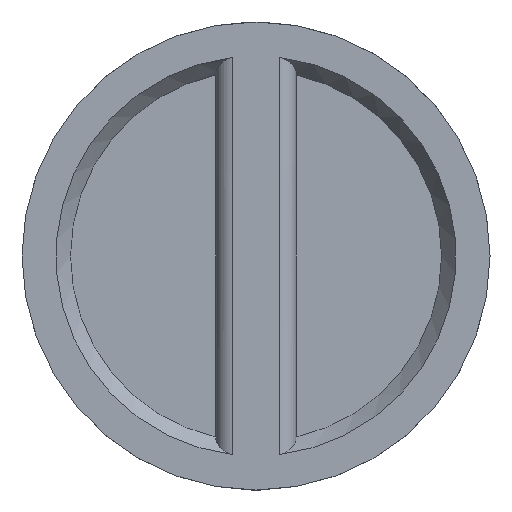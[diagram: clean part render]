
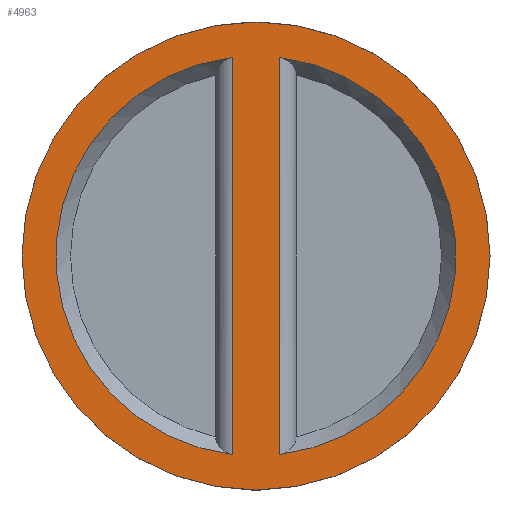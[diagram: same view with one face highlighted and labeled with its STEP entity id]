
A CAD part, left-side view. The second image highlights one B-rep face of the part: STEP entity #4963.
In plain terms, the highlighted planar face has unit normal (-1, 0, 0).
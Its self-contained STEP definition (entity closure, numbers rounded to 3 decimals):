
#4909=CARTESIAN_POINT('',(0.0,322.25,0.0));
#4910=DIRECTION('',(-1.0,0.0,0.0));
#4911=DIRECTION('',(0.0,0.0,1.0));
#4912=AXIS2_PLACEMENT_3D('',#4909,#4910,#4911);
#4913=PLANE('',#4912);
#4914=CARTESIAN_POINT('',(0.0,347.5,0.0));
#4915=VERTEX_POINT('',#4914);
#4916=CARTESIAN_POINT('',(0.0,0.0,0.0));
#4917=DIRECTION('',(1.0,0.0,0.0));
#4918=DIRECTION('',(0.0,1.0,0.0));
#4919=AXIS2_PLACEMENT_3D('',#4916,#4917,#4918);
#4920=CIRCLE('',#4919,347.5);
#4921=EDGE_CURVE('',#4915,#4915,#4920,.T.);
#4922=ORIENTED_EDGE('',*,*,#4921,.F.);
#4923=EDGE_LOOP('',(#4922));
#4924=FACE_OUTER_BOUND('',#4923,.T.);
#4925=CARTESIAN_POINT('',(0.0,35.0,-294.931));
#4926=VERTEX_POINT('',#4925);
#4927=CARTESIAN_POINT('',(0.0,35.0,294.931));
#4928=VERTEX_POINT('',#4927);
#4929=CARTESIAN_POINT('',(0.0,0.0,0.0));
#4930=DIRECTION('',(1.0,0.0,0.0));
#4931=DIRECTION('',(0.0,1.0,0.0));
#4932=AXIS2_PLACEMENT_3D('',#4929,#4930,#4931);
#4933=CIRCLE('',#4932,297.0);
#4934=EDGE_CURVE('',#4926,#4928,#4933,.T.);
#4935=ORIENTED_EDGE('',*,*,#4934,.T.);
#4936=CARTESIAN_POINT('',(0.0,35.0,-294.931));
#4937=DIRECTION('',(0.0,0.0,1.0));
#4938=VECTOR('',#4937,589.861);
#4939=LINE('',#4936,#4938);
#4940=EDGE_CURVE('',#4926,#4928,#4939,.T.);
#4941=ORIENTED_EDGE('',*,*,#4940,.F.);
#4942=EDGE_LOOP('',(#4935,#4941));
#4943=FACE_BOUND('',#4942,.T.);
#4944=CARTESIAN_POINT('',(0.0,-35.0,-294.931));
#4945=VERTEX_POINT('',#4944);
#4946=CARTESIAN_POINT('',(0.0,-35.0,294.931));
#4947=VERTEX_POINT('',#4946);
#4948=CARTESIAN_POINT('',(0.,-35.0,-294.931));
#4949=DIRECTION('',(0.0,0.0,1.0));
#4950=VECTOR('',#4949,589.861);
#4951=LINE('',#4948,#4950);
#4952=EDGE_CURVE('',#4945,#4947,#4951,.T.);
#4953=ORIENTED_EDGE('',*,*,#4952,.T.);
#4954=CARTESIAN_POINT('',(0.0,0.0,0.0));
#4955=DIRECTION('',(1.0,0.0,0.0));
#4956=DIRECTION('',(0.0,1.0,0.0));
#4957=AXIS2_PLACEMENT_3D('',#4954,#4955,#4956);
#4958=CIRCLE('',#4957,297.0);
#4959=EDGE_CURVE('',#4947,#4945,#4958,.T.);
#4960=ORIENTED_EDGE('',*,*,#4959,.T.);
#4961=EDGE_LOOP('',(#4953,#4960));
#4962=FACE_BOUND('',#4961,.T.);
#4963=ADVANCED_FACE('',(#4924,#4943,#4962),#4913,.T.);
